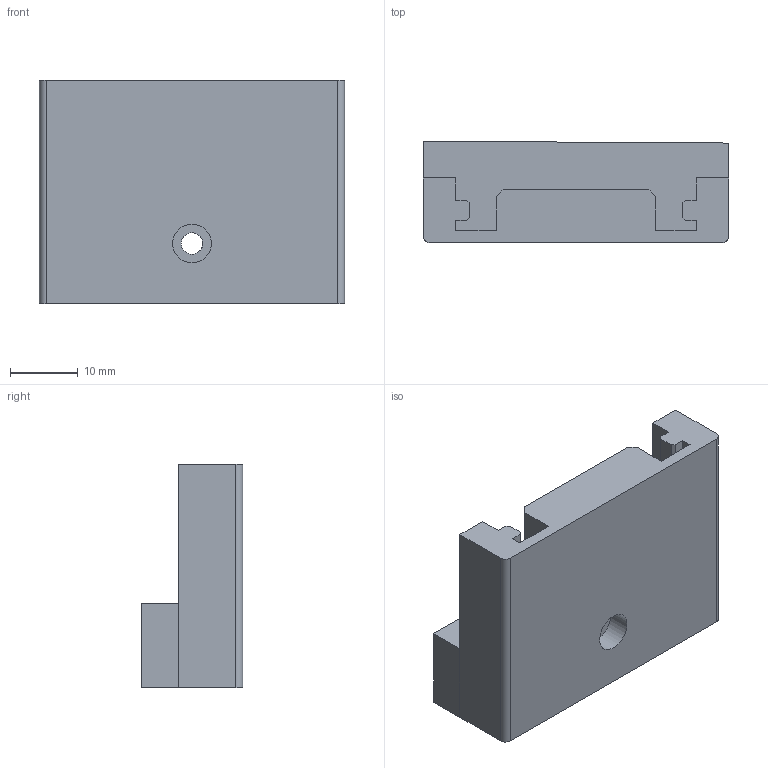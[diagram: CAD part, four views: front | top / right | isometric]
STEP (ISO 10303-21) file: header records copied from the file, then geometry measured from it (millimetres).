
FILE_DESCRIPTION(/* description */ (''),/* implementation_level */ '2;1');
FILE_NAME(/* name */ 'din_rail_mount_x2.step',/* time_stamp */ '2022-11-29T00:57:09+09:00',/* author */ (''),/* organization */ (''),/* preprocessor_version */ 'ST-DEVELOPER v19.2',/* originating_system */ 'Autodesk Translation Framework v11.17.0.187',/* authorisation */ '');
FILE_SCHEMA (('AUTOMOTIVE_DESIGN { 1 0 10303 214 3 1 1 }'));
Length unit declared in the file: millimetre
Products named in the file (1): din_rail_mount
Bounding box: 45 x 14.96 x 33 mm (x, y, z)
Volume: 14345 mm3; surface area: 5881 mm2
Topology: 1 solids, 1 shells, 36 faces, 98 edges, 65 vertices
Faces by surface type: plane 32, cylinder 4
Full cylindrical faces by diameter (mm): 3.2 x1, 5.7 x1
Entity records: 1166 total; most frequent: CARTESIAN_POINT 200, ORIENTED_EDGE 196, DIRECTION 180, EDGE_CURVE 98, LINE 90, VECTOR 90, VERTEX_POINT 65, AXIS2_PLACEMENT_3D 45
